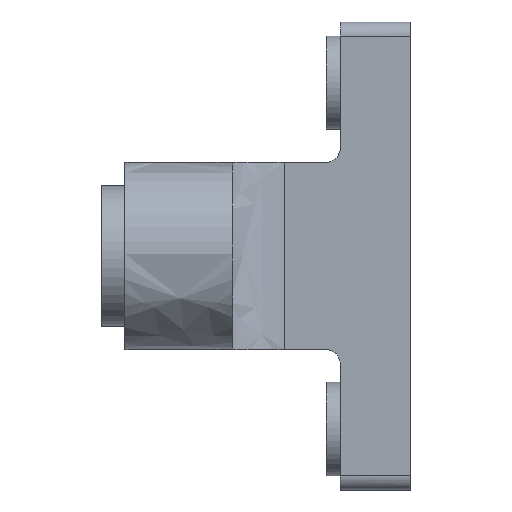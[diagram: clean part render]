
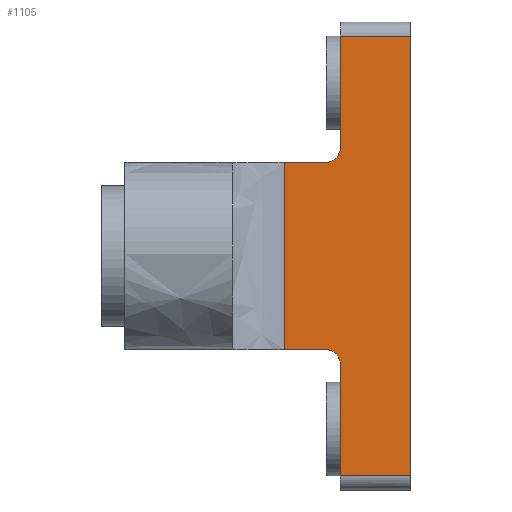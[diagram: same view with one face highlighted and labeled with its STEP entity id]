
A CAD part, left-side view. The second image highlights one B-rep face of the part: STEP entity #1105.
In plain terms, the highlighted free-form (B-spline) face has degree [1, 1] with [2, 2] control points.
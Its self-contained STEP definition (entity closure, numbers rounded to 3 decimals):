
#762 = EDGE_CURVE('',#763,#765,#767,.T.);
#763 = VERTEX_POINT('',#764);
#764 = CARTESIAN_POINT('',(0.,0.,-74.104));
#765 = VERTEX_POINT('',#766);
#766 = CARTESIAN_POINT('',(0.,0.,-98.466));
#767 = B_SPLINE_CURVE_WITH_KNOTS('',1,(#768,#769),.UNSPECIFIED.,.F.,.F.,
  (2,2),(73.,97.),.PIECEWISE_BEZIER_KNOTS.);
#768 = CARTESIAN_POINT('',(0.,0.,-74.104));
#769 = CARTESIAN_POINT('',(0.,0.,-98.466));
#1105 = ADVANCED_FACE('',(#1106),#1172,.F.);
#1106 = FACE_BOUND('',#1107,.T.);
#1107 = EDGE_LOOP('',(#1108,#1109,#1116,#1123,#1130,#1137,#1145,#1152,
    #1159,#1166));
#1108 = ORIENTED_EDGE('',*,*,#762,.T.);
#1109 = ORIENTED_EDGE('',*,*,#1110,.T.);
#1110 = EDGE_CURVE('',#765,#1111,#1113,.T.);
#1111 = VERTEX_POINT('',#1112);
#1112 = CARTESIAN_POINT('',(0.,-15.227,-98.466));
#1113 = B_SPLINE_CURVE_WITH_KNOTS('',1,(#1114,#1115),.UNSPECIFIED.,.F.,
  .F.,(2,2),(-15.,-0.),.PIECEWISE_BEZIER_KNOTS.);
#1114 = CARTESIAN_POINT('',(0.,0.,-98.466));
#1115 = CARTESIAN_POINT('',(0.,-15.227,-98.466));
#1116 = ORIENTED_EDGE('',*,*,#1117,.F.);
#1117 = EDGE_CURVE('',#1118,#1111,#1120,.T.);
#1118 = VERTEX_POINT('',#1119);
#1119 = CARTESIAN_POINT('',(0.,-15.227,-3.045));
#1120 = B_SPLINE_CURVE_WITH_KNOTS('',1,(#1121,#1122),.UNSPECIFIED.,.F.,
  .F.,(2,2),(3.,97.),.PIECEWISE_BEZIER_KNOTS.);
#1121 = CARTESIAN_POINT('',(0.,-15.227,-3.045));
#1122 = CARTESIAN_POINT('',(0.,-15.227,-98.466));
#1123 = ORIENTED_EDGE('',*,*,#1124,.T.);
#1124 = EDGE_CURVE('',#1118,#1125,#1127,.T.);
#1125 = VERTEX_POINT('',#1126);
#1126 = CARTESIAN_POINT('',(0.,0.,-3.045));
#1127 = B_SPLINE_CURVE_WITH_KNOTS('',1,(#1128,#1129),.UNSPECIFIED.,.F.,
  .F.,(2,2),(-15.,0.),.PIECEWISE_BEZIER_KNOTS.);
#1128 = CARTESIAN_POINT('',(0.,-15.227,-3.045));
#1129 = CARTESIAN_POINT('',(0.,0.,-3.045));
#1130 = ORIENTED_EDGE('',*,*,#1131,.T.);
#1131 = EDGE_CURVE('',#1125,#1132,#1134,.T.);
#1132 = VERTEX_POINT('',#1133);
#1133 = CARTESIAN_POINT('',(0.,0.,-27.408));
#1134 = B_SPLINE_CURVE_WITH_KNOTS('',1,(#1135,#1136),.UNSPECIFIED.,.F.,
  .F.,(2,2),(3.,27.),.PIECEWISE_BEZIER_KNOTS.);
#1135 = CARTESIAN_POINT('',(0.,0.,-3.045));
#1136 = CARTESIAN_POINT('',(0.,0.,-27.408));
#1137 = ORIENTED_EDGE('',*,*,#1138,.T.);
#1138 = EDGE_CURVE('',#1132,#1139,#1141,.T.);
#1139 = VERTEX_POINT('',#1140);
#1140 = CARTESIAN_POINT('',(0.,3.045,-30.454));
#1141 = ( BOUNDED_CURVE() B_SPLINE_CURVE(2,(#1142,#1143,#1144),
.UNSPECIFIED.,.F.,.F.) B_SPLINE_CURVE_WITH_KNOTS((3,3),(4.712,
6.283),.PIECEWISE_BEZIER_KNOTS.) CURVE() 
GEOMETRIC_REPRESENTATION_ITEM() RATIONAL_B_SPLINE_CURVE((1.,
0.707,1.)) REPRESENTATION_ITEM('') );
#1142 = CARTESIAN_POINT('',(0.,0.,-27.408));
#1143 = CARTESIAN_POINT('',(0.,0.,-30.454));
#1144 = CARTESIAN_POINT('',(0.,3.045,-30.454));
#1145 = ORIENTED_EDGE('',*,*,#1146,.T.);
#1146 = EDGE_CURVE('',#1139,#1147,#1149,.T.);
#1147 = VERTEX_POINT('',#1148);
#1148 = CARTESIAN_POINT('',(0.,12.181,-30.454));
#1149 = B_SPLINE_CURVE_WITH_KNOTS('',1,(#1150,#1151),.UNSPECIFIED.,.F.,
  .F.,(2,2),(3.,12.),.PIECEWISE_BEZIER_KNOTS.);
#1150 = CARTESIAN_POINT('',(0.,3.045,-30.454));
#1151 = CARTESIAN_POINT('',(0.,12.181,-30.454));
#1152 = ORIENTED_EDGE('',*,*,#1153,.T.);
#1153 = EDGE_CURVE('',#1147,#1154,#1156,.T.);
#1154 = VERTEX_POINT('',#1155);
#1155 = CARTESIAN_POINT('',(0.,12.181,-71.058));
#1156 = B_SPLINE_CURVE_WITH_KNOTS('',1,(#1157,#1158),.UNSPECIFIED.,.F.,
  .F.,(2,2),(-0.,40.),.PIECEWISE_BEZIER_KNOTS.);
#1157 = CARTESIAN_POINT('',(0.,12.181,-30.454));
#1158 = CARTESIAN_POINT('',(0.,12.181,-71.058));
#1159 = ORIENTED_EDGE('',*,*,#1160,.F.);
#1160 = EDGE_CURVE('',#1161,#1154,#1163,.T.);
#1161 = VERTEX_POINT('',#1162);
#1162 = CARTESIAN_POINT('',(0.,3.045,-71.058));
#1163 = B_SPLINE_CURVE_WITH_KNOTS('',1,(#1164,#1165),.UNSPECIFIED.,.F.,
  .F.,(2,2),(3.,12.),.PIECEWISE_BEZIER_KNOTS.);
#1164 = CARTESIAN_POINT('',(0.,3.045,-71.058));
#1165 = CARTESIAN_POINT('',(0.,12.181,-71.058));
#1166 = ORIENTED_EDGE('',*,*,#1167,.T.);
#1167 = EDGE_CURVE('',#1161,#763,#1168,.T.);
#1168 = ( BOUNDED_CURVE() B_SPLINE_CURVE(2,(#1169,#1170,#1171),
.UNSPECIFIED.,.F.,.F.) B_SPLINE_CURVE_WITH_KNOTS((3,3),(3.142,
4.712),.PIECEWISE_BEZIER_KNOTS.) CURVE() 
GEOMETRIC_REPRESENTATION_ITEM() RATIONAL_B_SPLINE_CURVE((1.,
0.707,1.)) REPRESENTATION_ITEM('') );
#1169 = CARTESIAN_POINT('',(0.,3.045,-71.058));
#1170 = CARTESIAN_POINT('',(0.,0.,-71.058));
#1171 = CARTESIAN_POINT('',(0.,0.,-74.104));
#1172 = B_SPLINE_SURFACE_WITH_KNOTS('',1,1,(
    (#1173,#1174)
    ,(#1175,#1176
    )),.UNSPECIFIED.,.F.,.F.,.F.,(2,2),(2,2),(3.,97.),(0.,27.),
  .PIECEWISE_BEZIER_KNOTS.);
#1173 = CARTESIAN_POINT('',(0.,-15.227,-3.045));
#1174 = CARTESIAN_POINT('',(0.,12.181,-3.045));
#1175 = CARTESIAN_POINT('',(0.,-15.227,-98.466));
#1176 = CARTESIAN_POINT('',(0.,12.181,-98.466));
